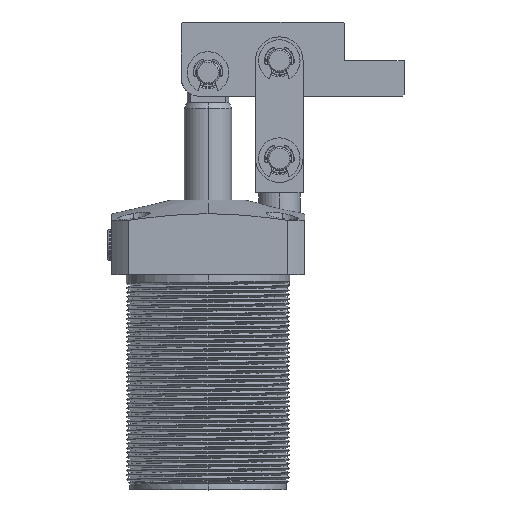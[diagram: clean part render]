
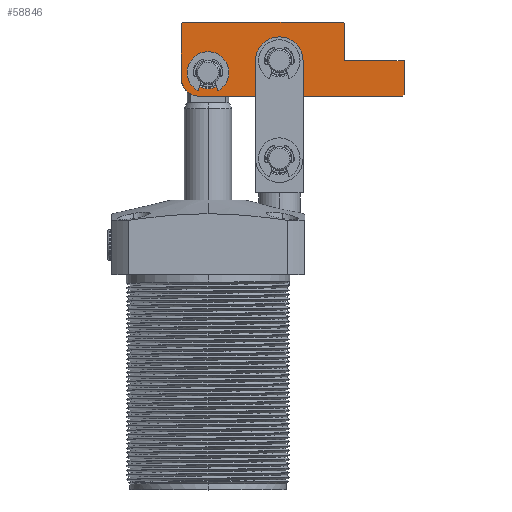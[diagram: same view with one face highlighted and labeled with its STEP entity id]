
A CAD part, top view. The second image highlights one B-rep face of the part: STEP entity #58846.
In plain terms, the highlighted planar face has unit normal (0, 0, 1).
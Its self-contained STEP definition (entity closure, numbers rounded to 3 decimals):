
#389 = CARTESIAN_POINT ( 'NONE',  ( 37.5, 0.5, 10. ) ) ;
#839 = DIRECTION ( 'NONE',  ( 1., 0., 0. ) ) ;
#3372 = VECTOR ( 'NONE', #6622, 1000. ) ;
#4083 = CIRCLE ( 'NONE', #61024, 6. ) ;
#4403 = EDGE_CURVE ( 'NONE', #5699, #29303, #54774, .T. ) ;
#4464 = VERTEX_POINT ( 'NONE', #42346 ) ;
#4556 = EDGE_LOOP ( 'NONE', ( #53919, #50805 ) ) ;
#5699 = VERTEX_POINT ( 'NONE', #14459 ) ;
#5919 = EDGE_CURVE ( 'NONE', #32381, #20297, #54701, .T. ) ;
#6483 = EDGE_CURVE ( 'NONE', #44614, #4464, #4083, .T. ) ;
#6506 = CARTESIAN_POINT ( 'NONE',  ( 17.5, 0., 10. ) ) ;
#6608 = CARTESIAN_POINT ( 'NONE',  ( 37., 0., 10. ) ) ;
#6622 = DIRECTION ( 'NONE',  ( -0.707, -0.707, 0. ) ) ;
#7815 = FACE_BOUND ( 'NONE', #45604, .T. ) ;
#7861 = DIRECTION ( 'NONE',  ( 0., 1., 0. ) ) ;
#7938 = CARTESIAN_POINT ( 'NONE',  ( -31.5, 6., 10. ) ) ;
#9676 = CARTESIAN_POINT ( 'NONE',  ( 37.5, 0., 10. ) ) ;
#9692 = ORIENTED_EDGE ( 'NONE', *, *, #46998, .T. ) ;
#10185 = CIRCLE ( 'NONE', #19173, 5.5 ) ;
#10413 = DIRECTION ( 'NONE',  ( 0., 0., 1. ) ) ;
#10627 = DIRECTION ( 'NONE',  ( -1., 0., 0. ) ) ;
#11524 = EDGE_CURVE ( 'NONE', #24307, #40500, #37894, .T. ) ;
#12112 = VERTEX_POINT ( 'NONE', #16396 ) ;
#12591 = FACE_OUTER_BOUND ( 'NONE', #42852, .T. ) ;
#12880 = EDGE_CURVE ( 'NONE', #20030, #44614, #33328, .T. ) ;
#13097 = EDGE_CURVE ( 'NONE', #5699, #53328, #23292, .T. ) ;
#13743 = AXIS2_PLACEMENT_3D ( 'NONE', #24922, #59266, #29892 ) ;
#13984 = ORIENTED_EDGE ( 'NONE', *, *, #12880, .T. ) ;
#14098 = CARTESIAN_POINT ( 'NONE',  ( 0., 25., 10. ) ) ;
#14459 = CARTESIAN_POINT ( 'NONE',  ( 37.5, 0.5, 10. ) ) ;
#14549 = VECTOR ( 'NONE', #32965, 1000. ) ;
#15078 = EDGE_CURVE ( 'NONE', #20297, #32381, #39574, .T. ) ;
#15975 = CARTESIAN_POINT ( 'NONE',  ( -4.5, 12., 10. ) ) ;
#16396 = CARTESIAN_POINT ( 'NONE',  ( 17.5, 12., 10. ) ) ;
#16824 = VECTOR ( 'NONE', #41027, 1000. ) ;
#17793 = ORIENTED_EDGE ( 'NONE', *, *, #13097, .T. ) ;
#19173 = AXIS2_PLACEMENT_3D ( 'NONE', #60417, #31042, #839 ) ;
#19177 = CARTESIAN_POINT ( 'NONE',  ( -37.5, 0., 10. ) ) ;
#19488 = DIRECTION ( 'NONE',  ( 0., -1., 0. ) ) ;
#20030 = VERTEX_POINT ( 'NONE', #37475 ) ;
#20297 = VERTEX_POINT ( 'NONE', #21496 ) ;
#21496 = CARTESIAN_POINT ( 'NONE',  ( -9., 12., 10. ) ) ;
#21634 = CARTESIAN_POINT ( 'NONE',  ( -23., 8., 10. ) ) ;
#22677 = CARTESIAN_POINT ( 'NONE',  ( 17., 25., 10. ) ) ;
#23292 = LINE ( 'NONE', #9676, #62474 ) ;
#23553 = VERTEX_POINT ( 'NONE', #39450 ) ;
#24307 = VERTEX_POINT ( 'NONE', #22677 ) ;
#24481 = FACE_BOUND ( 'NONE', #4556, .T. ) ;
#24922 = CARTESIAN_POINT ( 'NONE',  ( -28.5, 8., 10. ) ) ;
#25920 = EDGE_CURVE ( 'NONE', #53328, #12112, #40718, .T. ) ;
#26313 = LINE ( 'NONE', #14098, #39439 ) ;
#26578 = CARTESIAN_POINT ( 'NONE',  ( 17.5, 24.5, 10. ) ) ;
#27250 = CARTESIAN_POINT ( 'NONE',  ( 0., 0., 10. ) ) ;
#27658 = CIRCLE ( 'NONE', #13743, 5.5 ) ;
#28128 = AXIS2_PLACEMENT_3D ( 'NONE', #15975, #57831, #36876 ) ;
#29050 = VERTEX_POINT ( 'NONE', #21634 ) ;
#29195 = VECTOR ( 'NONE', #31016, 1000. ) ;
#29303 = VERTEX_POINT ( 'NONE', #6608 ) ;
#29558 = EDGE_CURVE ( 'NONE', #4464, #29303, #30857, .T. ) ;
#29892 = DIRECTION ( 'NONE',  ( 1., 0., 0. ) ) ;
#30137 = LINE ( 'NONE', #6506, #16824 ) ;
#30212 = DIRECTION ( 'NONE',  ( 0.707, 0.707, 0. ) ) ;
#30857 = LINE ( 'NONE', #53787, #56986 ) ;
#31016 = DIRECTION ( 'NONE',  ( -1., 0., 0. ) ) ;
#31042 = DIRECTION ( 'NONE',  ( 0., 0., -1. ) ) ;
#31742 = EDGE_CURVE ( 'NONE', #29050, #23553, #27658, .T. ) ;
#31947 = CARTESIAN_POINT ( 'NONE',  ( 0., 12., 10. ) ) ;
#32219 = DIRECTION ( 'NONE',  ( 1., 0., 0. ) ) ;
#32381 = VERTEX_POINT ( 'NONE', #38853 ) ;
#32952 = CARTESIAN_POINT ( 'NONE',  ( 17., 25., 10. ) ) ;
#32965 = DIRECTION ( 'NONE',  ( 0.707, -0.707, 0. ) ) ;
#33112 = ORIENTED_EDGE ( 'NONE', *, *, #6483, .T. ) ;
#33328 = LINE ( 'NONE', #19177, #57887 ) ;
#34082 = VECTOR ( 'NONE', #30212, 1000. ) ;
#36189 = ORIENTED_EDGE ( 'NONE', *, *, #29558, .T. ) ;
#36876 = DIRECTION ( 'NONE',  ( 1., 0., 0. ) ) ;
#37028 = ORIENTED_EDGE ( 'NONE', *, *, #41700, .T. ) ;
#37475 = CARTESIAN_POINT ( 'NONE',  ( -37.5, 24.5, 10. ) ) ;
#37894 = LINE ( 'NONE', #32952, #14549 ) ;
#38778 = ORIENTED_EDGE ( 'NONE', *, *, #11524, .F. ) ;
#38853 = CARTESIAN_POINT ( 'NONE',  ( 0., 12., 10. ) ) ;
#39439 = VECTOR ( 'NONE', #58824, 1000. ) ;
#39450 = CARTESIAN_POINT ( 'NONE',  ( -34., 8., 10. ) ) ;
#39574 = CIRCLE ( 'NONE', #42636, 4.5 ) ;
#40193 = VERTEX_POINT ( 'NONE', #61407 ) ;
#40500 = VERTEX_POINT ( 'NONE', #26578 ) ;
#40718 = LINE ( 'NONE', #31947, #29195 ) ;
#41027 = DIRECTION ( 'NONE',  ( 0., 1., 0. ) ) ;
#41700 = EDGE_CURVE ( 'NONE', #12112, #40500, #30137, .T. ) ;
#42346 = CARTESIAN_POINT ( 'NONE',  ( -31.5, 0., 10. ) ) ;
#42636 = AXIS2_PLACEMENT_3D ( 'NONE', #61930, #61869, #61858 ) ;
#42852 = EDGE_LOOP ( 'NONE', ( #53451, #17793, #51353, #37028, #38778, #9692, #60243, #13984, #33112, #36189 ) ) ;
#44476 = PLANE ( 'NONE',  #55072 ) ;
#44614 = VERTEX_POINT ( 'NONE', #45930 ) ;
#45604 = EDGE_LOOP ( 'NONE', ( #62318, #59261 ) ) ;
#45930 = CARTESIAN_POINT ( 'NONE',  ( -37.5, 6., 10. ) ) ;
#46998 = EDGE_CURVE ( 'NONE', #24307, #40193, #26313, .T. ) ;
#47548 = EDGE_CURVE ( 'NONE', #20030, #40193, #58616, .T. ) ;
#47552 = CARTESIAN_POINT ( 'NONE',  ( 37.5, 12., 10. ) ) ;
#50805 = ORIENTED_EDGE ( 'NONE', *, *, #64381, .T. ) ;
#51353 = ORIENTED_EDGE ( 'NONE', *, *, #25920, .T. ) ;
#53328 = VERTEX_POINT ( 'NONE', #47552 ) ;
#53406 = DIRECTION ( 'NONE',  ( 1., 0., 0. ) ) ;
#53451 = ORIENTED_EDGE ( 'NONE', *, *, #4403, .F. ) ;
#53787 = CARTESIAN_POINT ( 'NONE',  ( 0., 0., 10. ) ) ;
#53919 = ORIENTED_EDGE ( 'NONE', *, *, #31742, .T. ) ;
#54701 = CIRCLE ( 'NONE', #28128, 4.5 ) ;
#54774 = LINE ( 'NONE', #389, #3372 ) ;
#55072 = AXIS2_PLACEMENT_3D ( 'NONE', #27250, #61571, #32219 ) ;
#56986 = VECTOR ( 'NONE', #53406, 1000. ) ;
#57831 = DIRECTION ( 'NONE',  ( 0., 0., -1. ) ) ;
#57887 = VECTOR ( 'NONE', #19488, 1000. ) ;
#58616 = LINE ( 'NONE', #64493, #34082 ) ;
#58824 = DIRECTION ( 'NONE',  ( -1., 0., 0. ) ) ;
#58846 = ADVANCED_FACE ( 'NONE', ( #24481, #7815, #12591 ), #44476, .T. ) ;
#59261 = ORIENTED_EDGE ( 'NONE', *, *, #15078, .T. ) ;
#59266 = DIRECTION ( 'NONE',  ( 0., 0., -1. ) ) ;
#60243 = ORIENTED_EDGE ( 'NONE', *, *, #47548, .F. ) ;
#60417 = CARTESIAN_POINT ( 'NONE',  ( -28.5, 8., 10. ) ) ;
#61024 = AXIS2_PLACEMENT_3D ( 'NONE', #7938, #10413, #10627 ) ;
#61407 = CARTESIAN_POINT ( 'NONE',  ( -37., 25., 10. ) ) ;
#61571 = DIRECTION ( 'NONE',  ( 0., 0., 1. ) ) ;
#61858 = DIRECTION ( 'NONE',  ( 1., 0., 0. ) ) ;
#61869 = DIRECTION ( 'NONE',  ( 0., 0., -1. ) ) ;
#61930 = CARTESIAN_POINT ( 'NONE',  ( -4.5, 12., 10. ) ) ;
#62318 = ORIENTED_EDGE ( 'NONE', *, *, #5919, .T. ) ;
#62474 = VECTOR ( 'NONE', #7861, 1000. ) ;
#64381 = EDGE_CURVE ( 'NONE', #23553, #29050, #10185, .T. ) ;
#64493 = CARTESIAN_POINT ( 'NONE',  ( -37.5, 24.5, 10. ) ) ;
